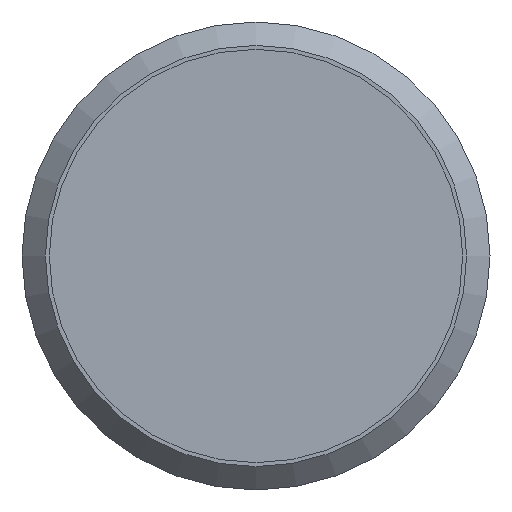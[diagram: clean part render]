
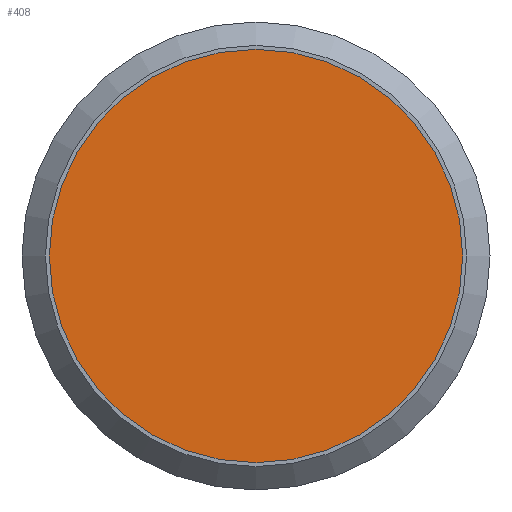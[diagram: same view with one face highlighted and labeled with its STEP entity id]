
A CAD part, front view. The second image highlights one B-rep face of the part: STEP entity #408.
In plain terms, the highlighted planar face has unit normal (0, -1, 0).
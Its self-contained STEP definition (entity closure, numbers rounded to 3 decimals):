
#84=FACE_OUTER_BOUND('',#111,.T.);
#111=EDGE_LOOP('',(#285));
#142=CIRCLE('',#463,5.3);
#173=VERTEX_POINT('',#667);
#214=EDGE_CURVE('',#173,#173,#142,.T.);
#285=ORIENTED_EDGE('',*,*,#214,.T.);
#367=PLANE('',#464);
#408=ADVANCED_FACE('',(#84),#367,.T.);
#463=AXIS2_PLACEMENT_3D('',#668,#542,#543);
#464=AXIS2_PLACEMENT_3D('',#670,#545,#546);
#542=DIRECTION('center_axis',(0.,-1.,0.));
#543=DIRECTION('ref_axis',(1.,0.,0.));
#545=DIRECTION('center_axis',(0.,-1.,0.));
#546=DIRECTION('ref_axis',(0.,0.,-1.));
#667=CARTESIAN_POINT('',(-5.3,-8.,0.));
#668=CARTESIAN_POINT('Origin',(0.,-8.,0.));
#670=CARTESIAN_POINT('Origin',(2.65,-8.,0.));
